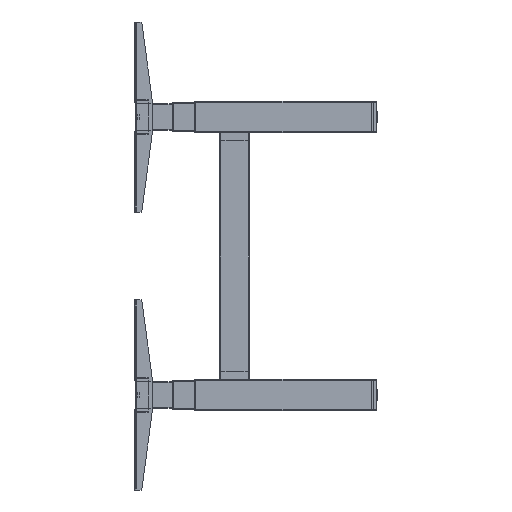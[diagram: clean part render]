
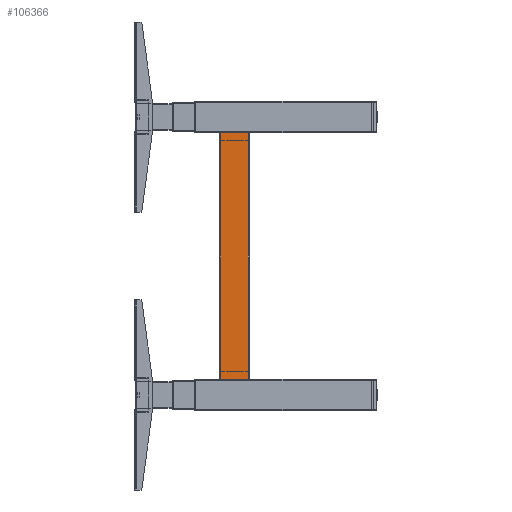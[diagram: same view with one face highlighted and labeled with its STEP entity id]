
A CAD part, left-side view. The second image highlights one B-rep face of the part: STEP entity #106366.
In plain terms, the highlighted planar face has unit normal (-1, 0, 0).
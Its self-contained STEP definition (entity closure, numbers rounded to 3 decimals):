
#2375 = VERTEX_POINT ( 'NONE', #101823 ) ;
#11119 = ORIENTED_EDGE ( 'NONE', *, *, #29198, .T. ) ;
#20316 = DIRECTION ( 'NONE',  ( 0., 0., -1. ) ) ;
#23827 = VECTOR ( 'NONE', #95190, 1000. ) ;
#26553 = DIRECTION ( 'NONE',  ( 0., 1., 0. ) ) ;
#28190 = LINE ( 'NONE', #129684, #120920 ) ;
#29198 = EDGE_CURVE ( 'NONE', #88700, #29936, #47711, .T. ) ;
#29936 = VERTEX_POINT ( 'NONE', #128936 ) ;
#38054 = ORIENTED_EDGE ( 'NONE', *, *, #75581, .F. ) ;
#43853 = ORIENTED_EDGE ( 'NONE', *, *, #88494, .T. ) ;
#46688 = PLANE ( 'NONE',  #97618 ) ;
#47711 = LINE ( 'NONE', #54019, #23827 ) ;
#49006 = VECTOR ( 'NONE', #103539, 1000. ) ;
#52031 = CARTESIAN_POINT ( 'NONE',  ( -591.5, 445.5, 350. ) ) ;
#54019 = CARTESIAN_POINT ( 'NONE',  ( -591.5, 445.5, -350. ) ) ;
#56795 = ORIENTED_EDGE ( 'NONE', *, *, #92676, .F. ) ;
#64176 = CARTESIAN_POINT ( 'NONE',  ( -591.5, 367.5, 350. ) ) ;
#66245 = CARTESIAN_POINT ( 'NONE',  ( -591.5, 367.5, 350. ) ) ;
#75581 = EDGE_CURVE ( 'NONE', #2375, #131879, #28190, .T. ) ;
#78786 = DIRECTION ( 'NONE',  ( 0., -1., 0. ) ) ;
#83595 = VECTOR ( 'NONE', #20316, 1000. ) ;
#85532 = EDGE_LOOP ( 'NONE', ( #11119, #56795, #38054, #43853 ) ) ;
#88494 = EDGE_CURVE ( 'NONE', #2375, #88700, #113941, .T. ) ;
#88700 = VERTEX_POINT ( 'NONE', #95783 ) ;
#92676 = EDGE_CURVE ( 'NONE', #131879, #29936, #93773, .T. ) ;
#93773 = LINE ( 'NONE', #64176, #49006 ) ;
#95190 = DIRECTION ( 'NONE',  ( 0., -1., 0. ) ) ;
#95783 = CARTESIAN_POINT ( 'NONE',  ( -591.5, 445.5, -350. ) ) ;
#96545 = FACE_OUTER_BOUND ( 'NONE', #85532, .T. ) ;
#97618 = AXIS2_PLACEMENT_3D ( 'NONE', #119954, #108829, #26553 ) ;
#101823 = CARTESIAN_POINT ( 'NONE',  ( -591.5, 445.5, 350. ) ) ;
#103539 = DIRECTION ( 'NONE',  ( 0., 0., -1. ) ) ;
#106366 = ADVANCED_FACE ( 'NONE', ( #96545 ), #46688, .F. ) ;
#108829 = DIRECTION ( 'NONE',  ( 1., 0., 0. ) ) ;
#113941 = LINE ( 'NONE', #52031, #83595 ) ;
#119954 = CARTESIAN_POINT ( 'NONE',  ( -591.5, 445.5, 350. ) ) ;
#120920 = VECTOR ( 'NONE', #78786, 1000. ) ;
#128936 = CARTESIAN_POINT ( 'NONE',  ( -591.5, 367.5, -350. ) ) ;
#129684 = CARTESIAN_POINT ( 'NONE',  ( -591.5, 445.5, 350. ) ) ;
#131879 = VERTEX_POINT ( 'NONE', #66245 ) ;
